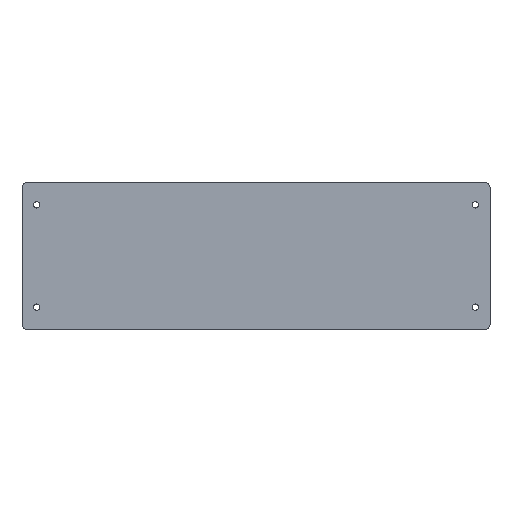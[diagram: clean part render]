
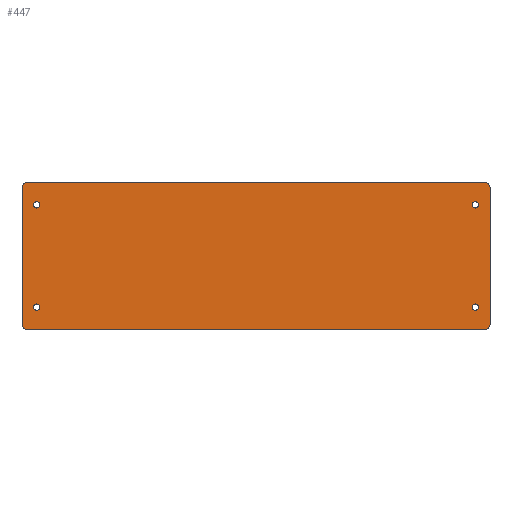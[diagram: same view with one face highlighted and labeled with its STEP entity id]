
A CAD part, top view. The second image highlights one B-rep face of the part: STEP entity #447.
In plain terms, the highlighted planar face has unit normal (0, 0, 1).
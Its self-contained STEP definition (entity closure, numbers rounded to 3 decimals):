
#5 = EDGE_CURVE ( 'NONE', #313, #203, #376, .T. ) ;
#9 = VERTEX_POINT ( 'NONE', #20 ) ;
#14 = CARTESIAN_POINT ( 'NONE',  ( -157., 47., 2.5 ) ) ;
#18 = VERTEX_POINT ( 'NONE', #441 ) ;
#20 = CARTESIAN_POINT ( 'NONE',  ( 147.8, -35., 2.5 ) ) ;
#21 = AXIS2_PLACEMENT_3D ( 'NONE', #328, #537, #231 ) ;
#31 = PLANE ( 'NONE',  #665 ) ;
#40 = DIRECTION ( 'NONE',  ( 1., 0., 0. ) ) ;
#42 = VERTEX_POINT ( 'NONE', #180 ) ;
#49 = CARTESIAN_POINT ( 'NONE',  ( 160., 47., 2.5 ) ) ;
#52 = VERTEX_POINT ( 'NONE', #236 ) ;
#53 = EDGE_CURVE ( 'NONE', #586, #302, #656, .T. ) ;
#56 = CIRCLE ( 'NONE', #444, 2.2 ) ;
#57 = VERTEX_POINT ( 'NONE', #519 ) ;
#60 = LINE ( 'NONE', #575, #643 ) ;
#62 = CARTESIAN_POINT ( 'NONE',  ( 150., -35., 2.5 ) ) ;
#63 = ORIENTED_EDGE ( 'NONE', *, *, #212, .F. ) ;
#68 = ORIENTED_EDGE ( 'NONE', *, *, #53, .T. ) ;
#74 = EDGE_LOOP ( 'NONE', ( #508, #531 ) ) ;
#87 = AXIS2_PLACEMENT_3D ( 'NONE', #14, #416, #426 ) ;
#90 = CARTESIAN_POINT ( 'NONE',  ( -147.8, 35., 2.5 ) ) ;
#91 = DIRECTION ( 'NONE',  ( 0., 0., 1. ) ) ;
#96 = CARTESIAN_POINT ( 'NONE',  ( -150., 35., 2.5 ) ) ;
#97 = VECTOR ( 'NONE', #511, 1000. ) ;
#99 = CARTESIAN_POINT ( 'NONE',  ( 152.2, 35., 2.5 ) ) ;
#101 = DIRECTION ( 'NONE',  ( -1., 0., 0. ) ) ;
#103 = EDGE_CURVE ( 'NONE', #203, #313, #237, .T. ) ;
#106 = DIRECTION ( 'NONE',  ( 0., 0., 1. ) ) ;
#107 = CIRCLE ( 'NONE', #413, 2.2 ) ;
#117 = CIRCLE ( 'NONE', #610, 3. ) ;
#124 = CARTESIAN_POINT ( 'NONE',  ( 0., 0., 2.5 ) ) ;
#125 = VERTEX_POINT ( 'NONE', #399 ) ;
#138 = DIRECTION ( 'NONE',  ( 0., -1., 0. ) ) ;
#140 = CIRCLE ( 'NONE', #655, 2.2 ) ;
#143 = EDGE_CURVE ( 'NONE', #9, #18, #107, .T. ) ;
#146 = ORIENTED_EDGE ( 'NONE', *, *, #379, .T. ) ;
#148 = CARTESIAN_POINT ( 'NONE',  ( 157., -50., 2.5 ) ) ;
#149 = VERTEX_POINT ( 'NONE', #148 ) ;
#150 = AXIS2_PLACEMENT_3D ( 'NONE', #464, #371, #320 ) ;
#152 = VECTOR ( 'NONE', #606, 1000. ) ;
#158 = VERTEX_POINT ( 'NONE', #49 ) ;
#162 = EDGE_CURVE ( 'NONE', #149, #57, #117, .T. ) ;
#180 = CARTESIAN_POINT ( 'NONE',  ( 157., 50., 2.5 ) ) ;
#183 = EDGE_CURVE ( 'NONE', #52, #149, #200, .T. ) ;
#185 = CARTESIAN_POINT ( 'NONE',  ( -160., 50., 2.5 ) ) ;
#187 = CARTESIAN_POINT ( 'NONE',  ( 160., 50., 2.5 ) ) ;
#188 = CARTESIAN_POINT ( 'NONE',  ( 150., 35., 2.5 ) ) ;
#194 = AXIS2_PLACEMENT_3D ( 'NONE', #245, #450, #40 ) ;
#196 = CARTESIAN_POINT ( 'NONE',  ( 150., -35., 2.5 ) ) ;
#197 = EDGE_LOOP ( 'NONE', ( #68, #613, #525, #512, #541, #528, #211, #219 ) ) ;
#200 = LINE ( 'NONE', #298, #97 ) ;
#203 = VERTEX_POINT ( 'NONE', #99 ) ;
#205 = AXIS2_PLACEMENT_3D ( 'NONE', #62, #627, #584 ) ;
#211 = ORIENTED_EDGE ( 'NONE', *, *, #406, .T. ) ;
#212 = EDGE_CURVE ( 'NONE', #602, #361, #303, .T. ) ;
#213 = CARTESIAN_POINT ( 'NONE',  ( -160., -47., 2.5 ) ) ;
#214 = AXIS2_PLACEMENT_3D ( 'NONE', #251, #518, #404 ) ;
#219 = ORIENTED_EDGE ( 'NONE', *, *, #332, .T. ) ;
#230 = FACE_BOUND ( 'NONE', #572, .T. ) ;
#231 = DIRECTION ( 'NONE',  ( -1., 0., 0. ) ) ;
#232 = EDGE_CURVE ( 'NONE', #302, #52, #315, .T. ) ;
#236 = CARTESIAN_POINT ( 'NONE',  ( -157., -50., 2.5 ) ) ;
#237 = CIRCLE ( 'NONE', #347, 2.2 ) ;
#240 = DIRECTION ( 'NONE',  ( 0., 0., 1. ) ) ;
#245 = CARTESIAN_POINT ( 'NONE',  ( -150., -35., 2.5 ) ) ;
#251 = CARTESIAN_POINT ( 'NONE',  ( -150., -35., 2.5 ) ) ;
#262 = EDGE_CURVE ( 'NONE', #158, #42, #367, .T. ) ;
#263 = CARTESIAN_POINT ( 'NONE',  ( 157., 47., 2.5 ) ) ;
#265 = DIRECTION ( 'NONE',  ( 1., 0., 0. ) ) ;
#266 = ORIENTED_EDGE ( 'NONE', *, *, #5, .T. ) ;
#286 = FACE_BOUND ( 'NONE', #342, .T. ) ;
#298 = CARTESIAN_POINT ( 'NONE',  ( -160., -50., 2.5 ) ) ;
#302 = VERTEX_POINT ( 'NONE', #213 ) ;
#303 = CIRCLE ( 'NONE', #214, 2.2 ) ;
#309 = CARTESIAN_POINT ( 'NONE',  ( 157., -47., 2.5 ) ) ;
#313 = VERTEX_POINT ( 'NONE', #419 ) ;
#315 = CIRCLE ( 'NONE', #150, 3. ) ;
#320 = DIRECTION ( 'NONE',  ( 1., 0., 0. ) ) ;
#328 = CARTESIAN_POINT ( 'NONE',  ( 150., 35., 2.5 ) ) ;
#329 = DIRECTION ( 'NONE',  ( 0., 0., 1. ) ) ;
#332 = EDGE_CURVE ( 'NONE', #358, #586, #334, .T. ) ;
#334 = CIRCLE ( 'NONE', #87, 3. ) ;
#342 = EDGE_LOOP ( 'NONE', ( #63, #488 ) ) ;
#346 = DIRECTION ( 'NONE',  ( 0., 0., -1. ) ) ;
#347 = AXIS2_PLACEMENT_3D ( 'NONE', #188, #346, #556 ) ;
#358 = VERTEX_POINT ( 'NONE', #423 ) ;
#360 = DIRECTION ( 'NONE',  ( 1., 0., 0. ) ) ;
#361 = VERTEX_POINT ( 'NONE', #630 ) ;
#367 = CIRCLE ( 'NONE', #469, 3. ) ;
#368 = CIRCLE ( 'NONE', #205, 2.2 ) ;
#370 = ORIENTED_EDGE ( 'NONE', *, *, #143, .T. ) ;
#371 = DIRECTION ( 'NONE',  ( 0., 0., 1. ) ) ;
#376 = CIRCLE ( 'NONE', #21, 2.2 ) ;
#379 = EDGE_CURVE ( 'NONE', #18, #9, #368, .T. ) ;
#390 = VECTOR ( 'NONE', #138, 1000. ) ;
#399 = CARTESIAN_POINT ( 'NONE',  ( -152.2, 35., 2.5 ) ) ;
#401 = ORIENTED_EDGE ( 'NONE', *, *, #103, .T. ) ;
#404 = DIRECTION ( 'NONE',  ( 1., 0., 0. ) ) ;
#406 = EDGE_CURVE ( 'NONE', #42, #358, #60, .T. ) ;
#407 = DIRECTION ( 'NONE',  ( 1., 0., 0. ) ) ;
#409 = EDGE_LOOP ( 'NONE', ( #266, #401 ) ) ;
#413 = AXIS2_PLACEMENT_3D ( 'NONE', #196, #663, #101 ) ;
#416 = DIRECTION ( 'NONE',  ( 0., 0., 1. ) ) ;
#419 = CARTESIAN_POINT ( 'NONE',  ( 147.8, 35., 2.5 ) ) ;
#423 = CARTESIAN_POINT ( 'NONE',  ( -157., 50., 2.5 ) ) ;
#426 = DIRECTION ( 'NONE',  ( 1., 0., 0. ) ) ;
#440 = FACE_BOUND ( 'NONE', #409, .T. ) ;
#441 = CARTESIAN_POINT ( 'NONE',  ( 152.2, -35., 2.5 ) ) ;
#444 = AXIS2_PLACEMENT_3D ( 'NONE', #96, #661, #658 ) ;
#447 = ADVANCED_FACE ( 'NONE', ( #286, #230, #491, #440, #650 ), #31, .T. ) ;
#450 = DIRECTION ( 'NONE',  ( 0., 0., 1. ) ) ;
#453 = LINE ( 'NONE', #187, #152 ) ;
#464 = CARTESIAN_POINT ( 'NONE',  ( -157., -47., 2.5 ) ) ;
#469 = AXIS2_PLACEMENT_3D ( 'NONE', #263, #106, #265 ) ;
#470 = CIRCLE ( 'NONE', #194, 2.2 ) ;
#488 = ORIENTED_EDGE ( 'NONE', *, *, #608, .F. ) ;
#491 = FACE_BOUND ( 'NONE', #74, .T. ) ;
#506 = CARTESIAN_POINT ( 'NONE',  ( -150., 35., 2.5 ) ) ;
#508 = ORIENTED_EDGE ( 'NONE', *, *, #598, .F. ) ;
#511 = DIRECTION ( 'NONE',  ( 1., 0., 0. ) ) ;
#512 = ORIENTED_EDGE ( 'NONE', *, *, #162, .T. ) ;
#518 = DIRECTION ( 'NONE',  ( 0., 0., 1. ) ) ;
#519 = CARTESIAN_POINT ( 'NONE',  ( 160., -47., 2.5 ) ) ;
#525 = ORIENTED_EDGE ( 'NONE', *, *, #183, .T. ) ;
#528 = ORIENTED_EDGE ( 'NONE', *, *, #262, .T. ) ;
#531 = ORIENTED_EDGE ( 'NONE', *, *, #571, .F. ) ;
#536 = DIRECTION ( 'NONE',  ( 1., 0., 0. ) ) ;
#537 = DIRECTION ( 'NONE',  ( 0., 0., -1. ) ) ;
#541 = ORIENTED_EDGE ( 'NONE', *, *, #662, .T. ) ;
#556 = DIRECTION ( 'NONE',  ( -1., 0., 0. ) ) ;
#565 = CARTESIAN_POINT ( 'NONE',  ( -160., 47., 2.5 ) ) ;
#571 = EDGE_CURVE ( 'NONE', #673, #125, #56, .T. ) ;
#572 = EDGE_LOOP ( 'NONE', ( #370, #146 ) ) ;
#575 = CARTESIAN_POINT ( 'NONE',  ( -160., 50., 2.5 ) ) ;
#584 = DIRECTION ( 'NONE',  ( -1., 0., 0. ) ) ;
#586 = VERTEX_POINT ( 'NONE', #565 ) ;
#598 = EDGE_CURVE ( 'NONE', #125, #673, #140, .T. ) ;
#600 = DIRECTION ( 'NONE',  ( -1., 0., 0. ) ) ;
#602 = VERTEX_POINT ( 'NONE', #617 ) ;
#606 = DIRECTION ( 'NONE',  ( 0., 1., 0. ) ) ;
#608 = EDGE_CURVE ( 'NONE', #361, #602, #470, .T. ) ;
#610 = AXIS2_PLACEMENT_3D ( 'NONE', #309, #91, #360 ) ;
#613 = ORIENTED_EDGE ( 'NONE', *, *, #232, .T. ) ;
#617 = CARTESIAN_POINT ( 'NONE',  ( -152.2, -35., 2.5 ) ) ;
#627 = DIRECTION ( 'NONE',  ( 0., 0., -1. ) ) ;
#630 = CARTESIAN_POINT ( 'NONE',  ( -147.8, -35., 2.5 ) ) ;
#643 = VECTOR ( 'NONE', #600, 1000. ) ;
#650 = FACE_OUTER_BOUND ( 'NONE', #197, .T. ) ;
#655 = AXIS2_PLACEMENT_3D ( 'NONE', #506, #240, #407 ) ;
#656 = LINE ( 'NONE', #185, #390 ) ;
#658 = DIRECTION ( 'NONE',  ( 1., 0., 0. ) ) ;
#661 = DIRECTION ( 'NONE',  ( 0., 0., 1. ) ) ;
#662 = EDGE_CURVE ( 'NONE', #57, #158, #453, .T. ) ;
#663 = DIRECTION ( 'NONE',  ( 0., 0., -1. ) ) ;
#665 = AXIS2_PLACEMENT_3D ( 'NONE', #124, #329, #536 ) ;
#673 = VERTEX_POINT ( 'NONE', #90 ) ;
